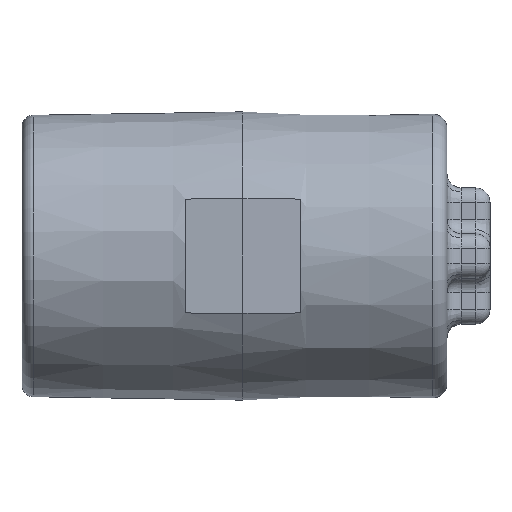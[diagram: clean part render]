
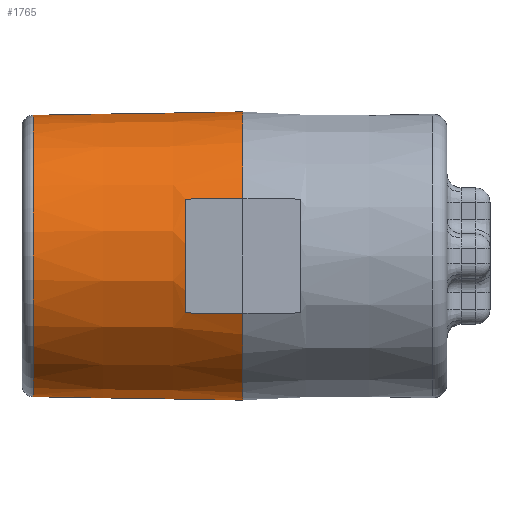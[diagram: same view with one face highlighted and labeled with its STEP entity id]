
A CAD part, left-side view. The second image highlights one B-rep face of the part: STEP entity #1765.
In plain terms, the highlighted conical face has half-angle 0.921 degrees and reference radius 2.509 mm.
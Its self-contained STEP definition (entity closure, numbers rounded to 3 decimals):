
#108=LINE('',#3041,#224);
#109=LINE('',#3044,#225);
#110=LINE('',#3045,#226);
#111=LINE('',#3047,#227);
#112=LINE('',#3050,#228);
#224=VECTOR('',#2275,10.);
#225=VECTOR('',#2278,10.);
#226=VECTOR('',#2279,2.509);
#227=VECTOR('',#2280,10.);
#228=VECTOR('',#2283,10.);
#336=CONICAL_SURFACE('',#1947,2.509,0.016);
#356=FACE_OUTER_BOUND('',#473,.T.);
#473=EDGE_LOOP('',(#1247,#1248,#1249,#1250,#1251,#1252,#1253,#1254,#1255,
#1256,#1257,#1258,#1259));
#606=CIRCLE('',#1937,2.45);
#607=CIRCLE('',#1938,2.45);
#610=CIRCLE('',#1942,2.509);
#613=CIRCLE('',#1945,2.509);
#614=CIRCLE('',#1946,2.509);
#615=CIRCLE('',#1948,2.493);
#616=CIRCLE('',#1949,2.493);
#789=VERTEX_POINT('',#3011);
#790=VERTEX_POINT('',#3013);
#793=VERTEX_POINT('',#3021);
#794=VERTEX_POINT('',#3023);
#798=VERTEX_POINT('',#3032);
#799=VERTEX_POINT('',#3034);
#800=VERTEX_POINT('',#3036);
#801=VERTEX_POINT('',#3040);
#802=VERTEX_POINT('',#3042);
#803=VERTEX_POINT('',#3046);
#804=VERTEX_POINT('',#3048);
#952=EDGE_CURVE('',#789,#790,#606,.T.);
#953=EDGE_CURVE('',#790,#789,#607,.T.);
#957=EDGE_CURVE('',#793,#794,#610,.T.);
#963=EDGE_CURVE('',#798,#799,#613,.T.);
#964=EDGE_CURVE('',#799,#800,#614,.T.);
#966=EDGE_CURVE('',#793,#801,#108,.T.);
#967=EDGE_CURVE('',#801,#802,#615,.T.);
#968=EDGE_CURVE('',#802,#800,#109,.T.);
#969=EDGE_CURVE('',#799,#790,#110,.T.);
#970=EDGE_CURVE('',#798,#803,#111,.T.);
#971=EDGE_CURVE('',#804,#803,#616,.T.);
#972=EDGE_CURVE('',#804,#794,#112,.T.);
#1247=ORIENTED_EDGE('',*,*,#957,.F.);
#1248=ORIENTED_EDGE('',*,*,#966,.T.);
#1249=ORIENTED_EDGE('',*,*,#967,.T.);
#1250=ORIENTED_EDGE('',*,*,#968,.T.);
#1251=ORIENTED_EDGE('',*,*,#964,.F.);
#1252=ORIENTED_EDGE('',*,*,#969,.T.);
#1253=ORIENTED_EDGE('',*,*,#952,.F.);
#1254=ORIENTED_EDGE('',*,*,#953,.F.);
#1255=ORIENTED_EDGE('',*,*,#969,.F.);
#1256=ORIENTED_EDGE('',*,*,#963,.F.);
#1257=ORIENTED_EDGE('',*,*,#970,.T.);
#1258=ORIENTED_EDGE('',*,*,#971,.F.);
#1259=ORIENTED_EDGE('',*,*,#972,.T.);
#1765=ADVANCED_FACE('',(#356),#336,.T.);
#1937=AXIS2_PLACEMENT_3D('',#3014,#2248,#2249);
#1938=AXIS2_PLACEMENT_3D('',#3015,#2250,#2251);
#1942=AXIS2_PLACEMENT_3D('',#3024,#2259,#2260);
#1945=AXIS2_PLACEMENT_3D('',#3035,#2268,#2269);
#1946=AXIS2_PLACEMENT_3D('',#3037,#2270,#2271);
#1947=AXIS2_PLACEMENT_3D('',#3039,#2273,#2274);
#1948=AXIS2_PLACEMENT_3D('',#3043,#2276,#2277);
#1949=AXIS2_PLACEMENT_3D('',#3049,#2281,#2282);
#2248=DIRECTION('center_axis',(0.,1.,0.));
#2249=DIRECTION('ref_axis',(0.,0.,-1.));
#2250=DIRECTION('center_axis',(0.,1.,0.));
#2251=DIRECTION('ref_axis',(0.,0.,-1.));
#2259=DIRECTION('center_axis',(0.,-1.,0.));
#2260=DIRECTION('ref_axis',(0.,0.,-1.));
#2268=DIRECTION('center_axis',(0.,-1.,0.));
#2269=DIRECTION('ref_axis',(0.,0.,-1.));
#2270=DIRECTION('center_axis',(0.,-1.,0.));
#2271=DIRECTION('ref_axis',(0.,0.,-1.));
#2273=DIRECTION('center_axis',(0.,-1.,0.));
#2274=DIRECTION('ref_axis',(0.,0.,-1.));
#2275=DIRECTION('',(0.014,1.,0.009));
#2276=DIRECTION('center_axis',(0.,1.,0.));
#2277=DIRECTION('ref_axis',(0.,0.,-1.));
#2278=DIRECTION('',(-0.014,-1.,0.009));
#2279=DIRECTION('',(0.,1.,-0.016));
#2280=DIRECTION('',(-0.014,1.,-0.009));
#2281=DIRECTION('center_axis',(0.,-1.,0.));
#2282=DIRECTION('ref_axis',(0.,0.,1.));
#2283=DIRECTION('',(0.014,-1.,-0.009));
#3011=CARTESIAN_POINT('',(-0.161,1.811,-2.45));
#3013=CARTESIAN_POINT('',(-0.161,1.811,2.45));
#3014=CARTESIAN_POINT('Origin',(-0.161,1.811,0.));
#3015=CARTESIAN_POINT('Origin',(-0.161,1.811,0.));
#3021=CARTESIAN_POINT('',(-2.462,-1.842,-1.));
#3023=CARTESIAN_POINT('',(2.14,-1.842,-1.));
#3024=CARTESIAN_POINT('Origin',(-0.161,-1.842,0.));
#3032=CARTESIAN_POINT('',(2.14,-1.842,1.));
#3034=CARTESIAN_POINT('',(-0.161,-1.842,2.509));
#3035=CARTESIAN_POINT('Origin',(-0.161,-1.842,0.));
#3036=CARTESIAN_POINT('',(-2.462,-1.842,1.));
#3037=CARTESIAN_POINT('Origin',(-0.161,-1.842,0.));
#3039=CARTESIAN_POINT('Origin',(-0.161,-1.842,0.));
#3040=CARTESIAN_POINT('',(-2.448,-0.842,-0.991));
#3041=CARTESIAN_POINT('',(-2.462,-1.842,-1.));
#3042=CARTESIAN_POINT('',(-2.448,-0.842,0.991));
#3043=CARTESIAN_POINT('Origin',(-0.161,-0.842,0.));
#3044=CARTESIAN_POINT('',(-2.448,-0.842,0.991));
#3045=CARTESIAN_POINT('',(-0.161,-1.842,2.509));
#3046=CARTESIAN_POINT('',(2.126,-0.842,0.991));
#3047=CARTESIAN_POINT('',(2.14,-1.842,1.));
#3048=CARTESIAN_POINT('',(2.126,-0.842,-0.991));
#3049=CARTESIAN_POINT('Origin',(-0.161,-0.842,0.));
#3050=CARTESIAN_POINT('',(2.126,-0.842,-0.991));
